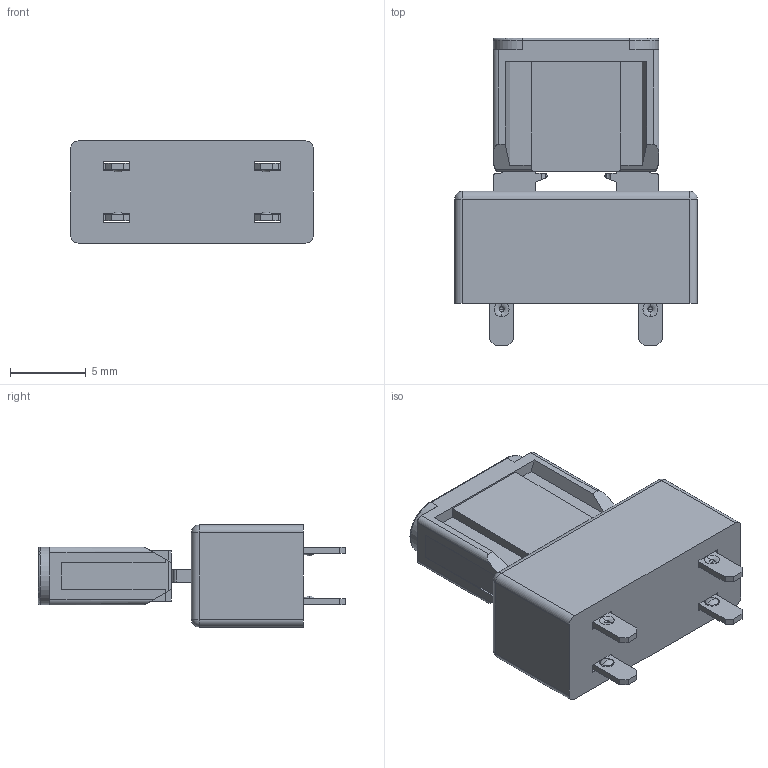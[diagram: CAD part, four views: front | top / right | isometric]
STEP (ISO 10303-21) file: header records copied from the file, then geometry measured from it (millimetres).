
FILE_DESCRIPTION (( 'STEP AP203' ), '1' );
FILE_NAME ('FUSE_3568-10.STEP', '2024-04-29T20:46:18', ( '' ), ( '' ), 'SwSTEP 2.0', 'SolidWorks 2020', '' );
FILE_SCHEMA (( 'CONFIG_CONTROL_DESIGN' ));
Length unit declared in the file: millimetre
Products named in the file (3): 3D_model_0297000_WXT_MINI; FUSE_3568-10; 3568-10--3DModel-STEP-630548
Assembly tree (2 placements, depth 2):
  FUSE_3568-10
    3568-10--3DModel-STEP-630548
    3D_model_0297000_WXT_MINI
Bounding box: 16 x 20.24 x 6.73 mm (x, y, z)
Volume: 944 mm3; surface area: 1742.1 mm2
Topology: 4 solids, 4 shells, 423 faces, 1115 edges, 696 vertices
Faces by surface type: plane 318, cylinder 67, sphere 20, torus 18
Entity records: 13151 total; most frequent: CARTESIAN_POINT 2532, ORIENTED_EDGE 2174, DIRECTION 2081, EDGE_CURVE 1087, LINE 857, VECTOR 857, VERTEX_POINT 688, AXIS2_PLACEMENT_3D 612
